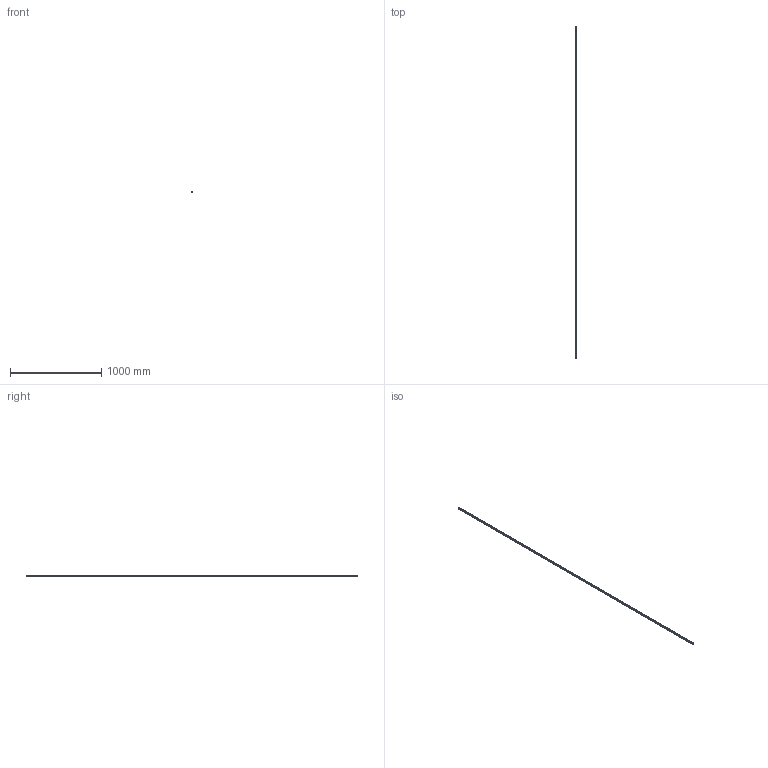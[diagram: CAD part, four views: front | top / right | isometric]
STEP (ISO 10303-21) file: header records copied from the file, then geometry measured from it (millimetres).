
FILE_DESCRIPTION(('STEP AP214'),'1');
FILE_NAME('cctmp_DB096B04-9DC9-4F58-9192-617BE1E1B7DA_2020_4_23_10_15_18_883..stp','2020-04-23T08:15:19',('HIWIN GmbH'),('CADClick - www.CADClick.com'),'Spatial InterOp 3D',' ','unknown authorization');
FILE_SCHEMA(('AUTOMOTIVE_DESIGN'));
Length unit declared in the file: millimetre
Products named in the file (1): HGR15R3640H_FILE
Bounding box: 15 x 3640 x 15 mm (x, y, z)
Volume: 668663.2 mm3; surface area: 242343.7 mm2
Topology: 1 solids, 1 shells, 664 faces, 1425 edges, 950 vertices
Faces by surface type: cylinder 392, plane 272
Entity records: 23689 total; most frequent: DIRECTION 3539, CARTESIAN_POINT 3040, ORIENTED_EDGE 2850, AXIS2_PLACEMENT_3D 1449, EDGE_CURVE 1425, VERTEX_POINT 950, EDGE_LOOP 851, CIRCLE 784
